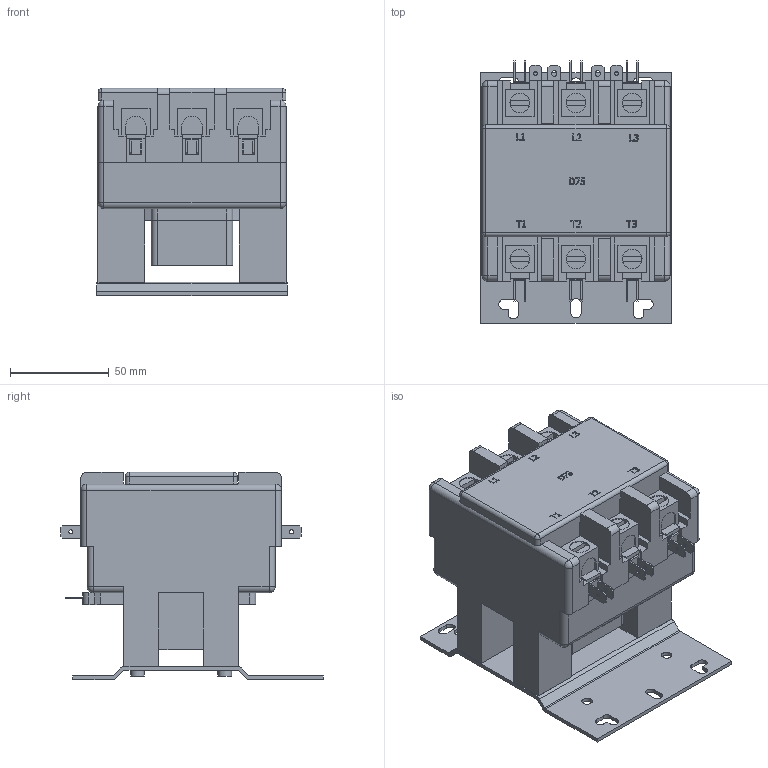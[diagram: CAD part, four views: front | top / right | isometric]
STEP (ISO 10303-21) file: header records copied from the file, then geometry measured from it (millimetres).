
FILE_DESCRIPTION(/* description */ ('Definite Purpose Contactor - 3 Pole, 75A, 120VAC'),/* implementation_level */ '2;1');
FILE_NAME(/* name */ '280-D75N3XAD.stp',/* time_stamp */ '2019-12-09T15:19:11-05:00',/* author */ ('cbunnell'),/* organization */ (''),/* preprocessor_version */ 'ST-DEVELOPER v18',/* originating_system */ 'Autodesk Inventor 2020',/* authorisation */ '');
FILE_SCHEMA (('AUTOMOTIVE_DESIGN { 1 0 10303 214 3 1 1 }'));
Length unit declared in the file: millimetre
Products named in the file (1): 12C20074X01
Bounding box: 96.5 x 133.03 x 105.2 mm (x, y, z)
Volume: 670525.3 mm3; surface area: 104914 mm2
Topology: 2 solids, 2 shells, 731 faces, 2073 edges, 1370 vertices
Faces by surface type: plane 532, cylinder 104, bspline 83, sphere 12
Full cylindrical faces by diameter (mm): 1.75 x2, 2.05 x12, 2.8 x2, 5.3 x4, 6.9 x4, 10 x6
Entity records: 24439 total; most frequent: CARTESIAN_POINT 5254, ORIENTED_EDGE 4146, DIRECTION 3461, EDGE_CURVE 2073, LINE 1651, VECTOR 1651, VERTEX_POINT 1370, AXIS2_PLACEMENT_3D 905
